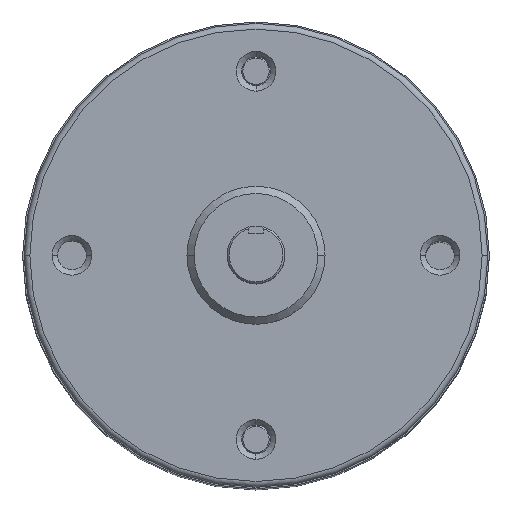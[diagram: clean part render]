
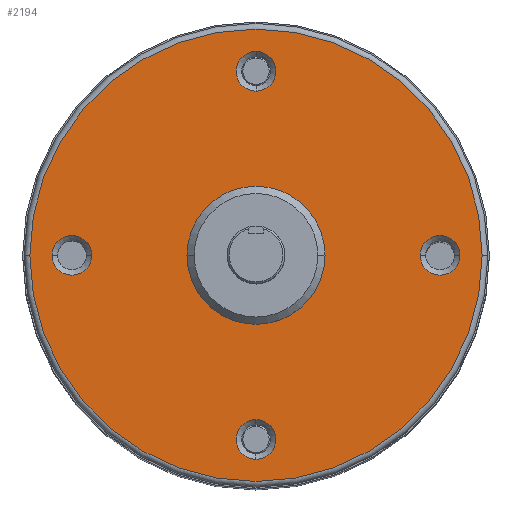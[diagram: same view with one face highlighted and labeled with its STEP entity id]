
A CAD part, top view. The second image highlights one B-rep face of the part: STEP entity #2194.
In plain terms, the highlighted planar face has unit normal (0, 0, 1).
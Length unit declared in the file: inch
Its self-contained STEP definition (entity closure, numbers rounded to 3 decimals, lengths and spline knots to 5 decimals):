
#100=CARTESIAN_POINT('',(-0.375,0.,0.27559));
#101=VERTEX_POINT('',#100);
#110=CARTESIAN_POINT('',(0.375,0.,0.27559));
#111=VERTEX_POINT('',#110);
#112=CARTESIAN_POINT('',(0.0,0.0,0.27559));
#113=DIRECTION('',(0.0,0.0,-1.0));
#114=DIRECTION('',(-1.0,0.0,0.0));
#115=AXIS2_PLACEMENT_3D('',#112,#113,#114);
#116=CIRCLE('',#115,0.375);
#117=EDGE_CURVE('',#111,#101,#116,.T.);
#252=CARTESIAN_POINT('',(0.,-0.892,0.27559));
#253=VERTEX_POINT('',#252);
#267=CARTESIAN_POINT('',(0.,-1.108,0.27559));
#268=VERTEX_POINT('',#267);
#275=CARTESIAN_POINT('',(0.,-1.0,0.27559));
#276=DIRECTION('',(0.0,0.0,1.0));
#277=DIRECTION('',(0.0,1.0,0.0));
#278=AXIS2_PLACEMENT_3D('',#275,#276,#277);
#279=CIRCLE('',#278,0.108);
#280=EDGE_CURVE('',#268,#253,#279,.T.);
#353=CARTESIAN_POINT('',(0.892,0.,0.27559));
#354=VERTEX_POINT('',#353);
#368=CARTESIAN_POINT('',(1.108,0.,0.27559));
#369=VERTEX_POINT('',#368);
#376=CARTESIAN_POINT('',(1.0,0.0,0.27559));
#377=DIRECTION('',(0.0,0.0,1.0));
#378=DIRECTION('',(-1.0,0.0,0.0));
#379=AXIS2_PLACEMENT_3D('',#376,#377,#378);
#380=CIRCLE('',#379,0.108);
#381=EDGE_CURVE('',#369,#354,#380,.T.);
#454=CARTESIAN_POINT('',(-0.892,0.,0.27559));
#455=VERTEX_POINT('',#454);
#469=CARTESIAN_POINT('',(-1.108,0.,0.27559));
#470=VERTEX_POINT('',#469);
#477=CARTESIAN_POINT('',(-1.0,0.,0.27559));
#478=DIRECTION('',(0.0,0.0,1.0));
#479=DIRECTION('',(1.0,0.0,0.0));
#480=AXIS2_PLACEMENT_3D('',#477,#478,#479);
#481=CIRCLE('',#480,0.108);
#482=EDGE_CURVE('',#470,#455,#481,.T.);
#564=CARTESIAN_POINT('',(0.,0.892,0.27559));
#565=VERTEX_POINT('',#564);
#579=CARTESIAN_POINT('',(0.,1.108,0.27559));
#580=VERTEX_POINT('',#579);
#587=CARTESIAN_POINT('',(0.,1.0,0.27559));
#588=DIRECTION('',(0.0,0.0,1.0));
#589=DIRECTION('',(0.0,-1.0,0.0));
#590=AXIS2_PLACEMENT_3D('',#587,#588,#589);
#591=CIRCLE('',#590,0.108);
#592=EDGE_CURVE('',#580,#565,#591,.T.);
#644=CARTESIAN_POINT('',(-1.22875,0.,0.27559));
#645=VERTEX_POINT('',#644);
#653=CARTESIAN_POINT('',(1.22875,0.,0.27559));
#654=VERTEX_POINT('',#653);
#655=CARTESIAN_POINT('',(0.0,0.0,0.27559));
#656=DIRECTION('',(0.0,0.0,-1.0));
#657=DIRECTION('',(-1.0,0.0,0.0));
#658=AXIS2_PLACEMENT_3D('',#655,#656,#657);
#659=CIRCLE('',#658,1.22875);
#660=EDGE_CURVE('',#645,#654,#659,.T.);
#2125=CARTESIAN_POINT('',(0.0,0.0,0.27559));
#2126=DIRECTION('',(0.0,0.0,-1.0));
#2127=DIRECTION('',(-1.0,0.0,0.0));
#2128=AXIS2_PLACEMENT_3D('',#2125,#2126,#2127);
#2129=CIRCLE('',#2128,1.22875);
#2130=EDGE_CURVE('',#654,#645,#2129,.T.);
#2135=CARTESIAN_POINT('',(0.0,0.0,0.27559));
#2136=DIRECTION('',(0.0,0.0,-1.0));
#2137=DIRECTION('',(-1.0,0.0,0.0));
#2138=AXIS2_PLACEMENT_3D('',#2135,#2136,#2137);
#2139=PLANE('',#2138);
#2140=ORIENTED_EDGE('',*,*,#2130,.F.);
#2141=ORIENTED_EDGE('',*,*,#660,.F.);
#2142=EDGE_LOOP('',(#2140,#2141));
#2143=FACE_OUTER_BOUND('',#2142,.T.);
#2144=ORIENTED_EDGE('',*,*,#592,.F.);
#2145=CARTESIAN_POINT('',(0.,1.0,0.27559));
#2146=DIRECTION('',(0.0,0.0,1.0));
#2147=DIRECTION('',(0.0,-1.0,0.0));
#2148=AXIS2_PLACEMENT_3D('',#2145,#2146,#2147);
#2149=CIRCLE('',#2148,0.108);
#2150=EDGE_CURVE('',#565,#580,#2149,.T.);
#2151=ORIENTED_EDGE('',*,*,#2150,.F.);
#2152=EDGE_LOOP('',(#2144,#2151));
#2153=FACE_BOUND('',#2152,.T.);
#2154=ORIENTED_EDGE('',*,*,#381,.F.);
#2155=CARTESIAN_POINT('',(1.0,0.0,0.27559));
#2156=DIRECTION('',(0.0,0.0,1.0));
#2157=DIRECTION('',(-1.0,0.0,0.0));
#2158=AXIS2_PLACEMENT_3D('',#2155,#2156,#2157);
#2159=CIRCLE('',#2158,0.108);
#2160=EDGE_CURVE('',#354,#369,#2159,.T.);
#2161=ORIENTED_EDGE('',*,*,#2160,.F.);
#2162=EDGE_LOOP('',(#2154,#2161));
#2163=FACE_BOUND('',#2162,.T.);
#2164=ORIENTED_EDGE('',*,*,#117,.T.);
#2165=CARTESIAN_POINT('',(0.0,0.0,0.27559));
#2166=DIRECTION('',(0.0,0.0,-1.0));
#2167=DIRECTION('',(-1.0,0.0,0.0));
#2168=AXIS2_PLACEMENT_3D('',#2165,#2166,#2167);
#2169=CIRCLE('',#2168,0.375);
#2170=EDGE_CURVE('',#101,#111,#2169,.T.);
#2171=ORIENTED_EDGE('',*,*,#2170,.T.);
#2172=EDGE_LOOP('',(#2164,#2171));
#2173=FACE_BOUND('',#2172,.T.);
#2174=ORIENTED_EDGE('',*,*,#280,.F.);
#2175=CARTESIAN_POINT('',(0.,-1.0,0.27559));
#2176=DIRECTION('',(0.0,0.0,1.0));
#2177=DIRECTION('',(0.0,1.0,0.0));
#2178=AXIS2_PLACEMENT_3D('',#2175,#2176,#2177);
#2179=CIRCLE('',#2178,0.108);
#2180=EDGE_CURVE('',#253,#268,#2179,.T.);
#2181=ORIENTED_EDGE('',*,*,#2180,.F.);
#2182=EDGE_LOOP('',(#2174,#2181));
#2183=FACE_BOUND('',#2182,.T.);
#2184=ORIENTED_EDGE('',*,*,#482,.F.);
#2185=CARTESIAN_POINT('',(-1.0,0.,0.27559));
#2186=DIRECTION('',(0.0,0.0,1.0));
#2187=DIRECTION('',(1.0,0.0,0.0));
#2188=AXIS2_PLACEMENT_3D('',#2185,#2186,#2187);
#2189=CIRCLE('',#2188,0.108);
#2190=EDGE_CURVE('',#455,#470,#2189,.T.);
#2191=ORIENTED_EDGE('',*,*,#2190,.F.);
#2192=EDGE_LOOP('',(#2184,#2191));
#2193=FACE_BOUND('',#2192,.T.);
#2194=ADVANCED_FACE('',(#2143,#2153,#2163,#2173,#2183,#2193),#2139,.F.);
